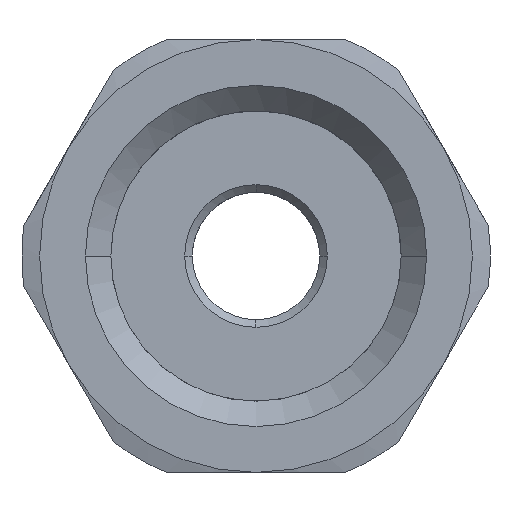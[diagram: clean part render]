
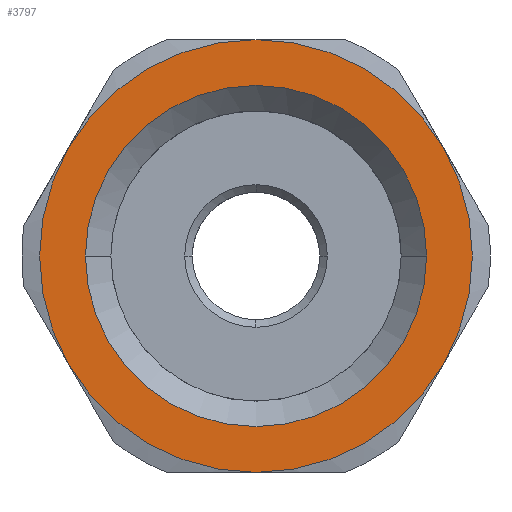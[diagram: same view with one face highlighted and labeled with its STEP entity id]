
A CAD part, front view. The second image highlights one B-rep face of the part: STEP entity #3797.
In plain terms, the highlighted planar face has unit normal (0, -1, 0).
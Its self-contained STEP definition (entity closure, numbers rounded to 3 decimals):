
#195=CARTESIAN_POINT('Vertex',(7.361,0.,4.25)) ;
#2360=CARTESIAN_POINT('Vertex',(-7.361,0.,-4.25)) ;
#2465=CARTESIAN_POINT('Vertex',(0.,0.,-8.5)) ;
#3418=CARTESIAN_POINT('Vertex',(7.361,0.,-4.25)) ;
#3474=CARTESIAN_POINT('Vertex',(6.7,0.,0.)) ;
#3477=CARTESIAN_POINT('Axis2P3D Location',(0.,0.,0.)) ;
#3481=CARTESIAN_POINT('Vertex',(-6.7,0.,0.)) ;
#3501=CARTESIAN_POINT('Axis2P3D Location',(0.,0.,0.)) ;
#3518=CARTESIAN_POINT('Axis2P3D Location',(0.,0.,0.)) ;
#3535=CARTESIAN_POINT('Axis2P3D Location',(0.,0.,0.)) ;
#3559=CARTESIAN_POINT('Axis2P3D Location',(0.,0.,0.)) ;
#3563=CARTESIAN_POINT('Vertex',(-7.361,0.,4.25)) ;
#3756=CARTESIAN_POINT('Axis2P3D Location',(0.,0.,0.)) ;
#3768=CARTESIAN_POINT('Axis2P3D Location',(0.,0.,0.)) ;
#3773=CARTESIAN_POINT('Axis2P3D Location',(0.,0.,0.)) ;
#3777=CARTESIAN_POINT('Vertex',(0.,0.,8.5)) ;
#3780=CARTESIAN_POINT('Axis2P3D Location',(0.,0.,0.)) ;
#3478=DIRECTION('Axis2P3D Direction',(0.,-1.,0.)) ;
#3502=DIRECTION('Axis2P3D Direction',(0.,-1.,0.)) ;
#3519=DIRECTION('Axis2P3D Direction',(0.,1.,0.)) ;
#3536=DIRECTION('Axis2P3D Direction',(0.,1.,0.)) ;
#3560=DIRECTION('Axis2P3D Direction',(0.,1.,0.)) ;
#3757=DIRECTION('Axis2P3D Direction',(0.,1.,0.)) ;
#3769=DIRECTION('Axis2P3D Direction',(0.,1.,0.)) ;
#3770=DIRECTION('Axis2P3D XDirection',(0.,0.,1.)) ;
#3774=DIRECTION('Axis2P3D Direction',(0.,1.,0.)) ;
#3781=DIRECTION('Axis2P3D Direction',(0.,1.,0.)) ;
#3479=AXIS2_PLACEMENT_3D('Circle Axis2P3D',#3477,#3478,$) ;
#3503=AXIS2_PLACEMENT_3D('Circle Axis2P3D',#3501,#3502,$) ;
#3520=AXIS2_PLACEMENT_3D('Circle Axis2P3D',#3518,#3519,$) ;
#3537=AXIS2_PLACEMENT_3D('Circle Axis2P3D',#3535,#3536,$) ;
#3561=AXIS2_PLACEMENT_3D('Circle Axis2P3D',#3559,#3560,$) ;
#3758=AXIS2_PLACEMENT_3D('Circle Axis2P3D',#3756,#3757,$) ;
#3771=AXIS2_PLACEMENT_3D('Plane Axis2P3D',#3768,#3769,#3770) ;
#3775=AXIS2_PLACEMENT_3D('Circle Axis2P3D',#3773,#3774,$) ;
#3782=AXIS2_PLACEMENT_3D('Circle Axis2P3D',#3780,#3781,$) ;
#3786=ORIENTED_EDGE('',*,*,#3779,.F.) ;
#3787=ORIENTED_EDGE('',*,*,#3565,.F.) ;
#3788=ORIENTED_EDGE('',*,*,#3539,.F.) ;
#3789=ORIENTED_EDGE('',*,*,#3522,.F.) ;
#3790=ORIENTED_EDGE('',*,*,#3760,.F.) ;
#3791=ORIENTED_EDGE('',*,*,#3784,.F.) ;
#3794=ORIENTED_EDGE('',*,*,#3505,.T.) ;
#3795=ORIENTED_EDGE('',*,*,#3483,.T.) ;
#3796=FACE_BOUND('',#3793,.T.) ;
#3797=ADVANCED_FACE('PN463B-06G14',(#3792,#3796),#3772,.F.) ;
#3480=CIRCLE('generated circle',#3479,6.7) ;
#3504=CIRCLE('generated circle',#3503,6.7) ;
#3521=CIRCLE('generated circle',#3520,8.5) ;
#3538=CIRCLE('generated circle',#3537,8.5) ;
#3562=CIRCLE('generated circle',#3561,8.5) ;
#3759=CIRCLE('generated circle',#3758,8.5) ;
#3776=CIRCLE('generated circle',#3775,8.5) ;
#3783=CIRCLE('generated circle',#3782,8.5) ;
#3483=EDGE_CURVE('',#3482,#3475,#3480,.F.) ;
#3505=EDGE_CURVE('',#3475,#3482,#3504,.F.) ;
#3522=EDGE_CURVE('',#3419,#2466,#3521,.T.) ;
#3539=EDGE_CURVE('',#2466,#2361,#3538,.T.) ;
#3565=EDGE_CURVE('',#2361,#3564,#3562,.T.) ;
#3760=EDGE_CURVE('',#196,#3419,#3759,.T.) ;
#3779=EDGE_CURVE('',#3564,#3778,#3776,.T.) ;
#3784=EDGE_CURVE('',#3778,#196,#3783,.T.) ;
#3785=EDGE_LOOP('',(#3786,#3787,#3788,#3789,#3790,#3791)) ;
#3793=EDGE_LOOP('',(#3794,#3795)) ;
#3792=FACE_OUTER_BOUND('',#3785,.T.) ;
#3772=PLANE('',#3771) ;
#196=VERTEX_POINT('',#195) ;
#2361=VERTEX_POINT('',#2360) ;
#2466=VERTEX_POINT('',#2465) ;
#3419=VERTEX_POINT('',#3418) ;
#3475=VERTEX_POINT('',#3474) ;
#3482=VERTEX_POINT('',#3481) ;
#3564=VERTEX_POINT('',#3563) ;
#3778=VERTEX_POINT('',#3777) ;
